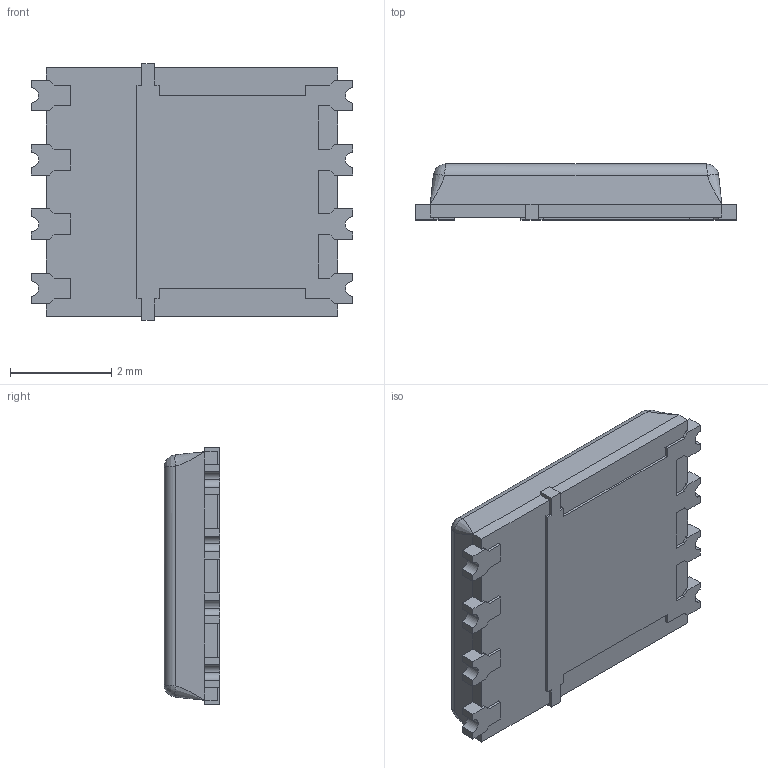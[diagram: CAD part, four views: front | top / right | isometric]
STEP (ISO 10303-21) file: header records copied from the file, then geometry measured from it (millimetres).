
FILE_DESCRIPTION (( 'STEP AP214' ), '1' );
FILE_NAME ('TQM025NB04CR RLG.STEP', '2022-01-18T11:51:54', ( '' ), ( '' ), 'SwSTEP 2.0', 'SolidWorks 2017', '' );
FILE_SCHEMA (( 'AUTOMOTIVE_DESIGN' ));
Length unit declared in the file: millimetre
Products named in the file (1): TQM025NB04CR RLG
Bounding box: 6.35 x 1.1 x 5.05 mm (x, y, z)
Volume: 29.8 mm3; surface area: 124.5 mm2
Topology: 6 solids, 6 shells, 229 faces, 612 edges, 388 vertices
Faces by surface type: plane 199, cylinder 18, bspline 8, torus 4
Entity records: 7745 total; most frequent: CARTESIAN_POINT 2058, ORIENTED_EDGE 1208, DIRECTION 1064, EDGE_CURVE 604, VECTOR 548, LINE 548, VERTEX_POINT 388, AXIS2_PLACEMENT_3D 258
